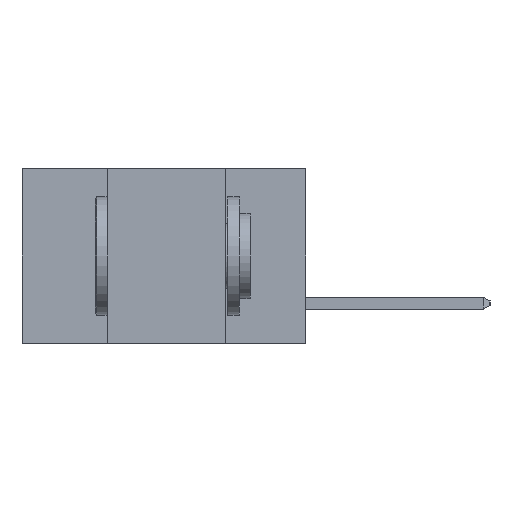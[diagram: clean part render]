
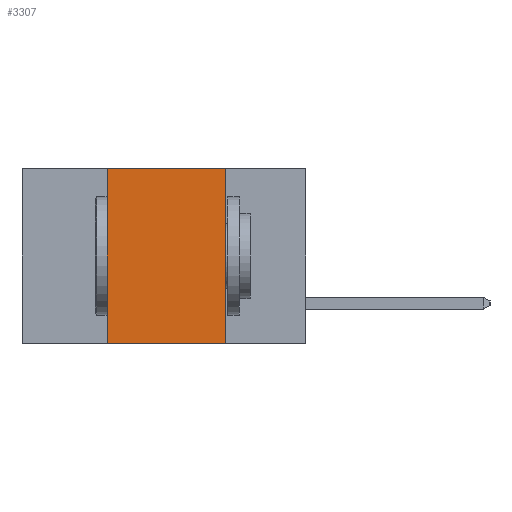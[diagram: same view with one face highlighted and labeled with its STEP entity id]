
A CAD part, left-side view. The second image highlights one B-rep face of the part: STEP entity #3307.
In plain terms, the highlighted planar face has unit normal (-1, 0, 0).
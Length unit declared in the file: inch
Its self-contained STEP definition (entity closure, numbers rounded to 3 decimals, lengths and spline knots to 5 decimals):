
#273 = EDGE_LOOP ( 'NONE', ( #9058, #5318, #13819, #18035 ) ) ;
#338 = LINE ( 'NONE', #1664, #12031 ) ;
#1050 = CARTESIAN_POINT ( 'NONE',  ( 0., 0.17, -0.37 ) ) ;
#1101 = CARTESIAN_POINT ( 'NONE',  ( 0., 0.42, -0.37 ) ) ;
#1664 = CARTESIAN_POINT ( 'NONE',  ( 0., 0.6, 0. ) ) ;
#2070 = LINE ( 'NONE', #12953, #9106 ) ;
#2517 = LINE ( 'NONE', #6314, #14033 ) ;
#3307 = ADVANCED_FACE ( 'NONE', ( #14106 ), #8597, .F. ) ;
#3381 = DIRECTION ( 'NONE',  ( 0., -1., 0. ) ) ;
#4074 = DIRECTION ( 'NONE',  ( 0., 0., 1. ) ) ;
#5318 = ORIENTED_EDGE ( 'NONE', *, *, #18315, .F. ) ;
#6142 = DIRECTION ( 'NONE',  ( 0., -1., 0. ) ) ;
#6314 = CARTESIAN_POINT ( 'NONE',  ( 0., 0.6, -0.37 ) ) ;
#8083 = VECTOR ( 'NONE', #4074, 39.37008 ) ;
#8326 = DIRECTION ( 'NONE',  ( 0., 0., -1. ) ) ;
#8375 = DIRECTION ( 'NONE',  ( 1., 0., 0. ) ) ;
#8437 = CARTESIAN_POINT ( 'NONE',  ( 0., 0.6, 0. ) ) ;
#8597 = PLANE ( 'NONE',  #8990 ) ;
#8990 = AXIS2_PLACEMENT_3D ( 'NONE', #8437, #8375, #8326 ) ;
#9058 = ORIENTED_EDGE ( 'NONE', *, *, #19213, .F. ) ;
#9106 = VECTOR ( 'NONE', #18600, 39.37008 ) ;
#12031 = VECTOR ( 'NONE', #6142, 39.37008 ) ;
#12953 = CARTESIAN_POINT ( 'NONE',  ( 0., 0.17, -0.37 ) ) ;
#13135 = CARTESIAN_POINT ( 'NONE',  ( 0., 0.42, -0.37 ) ) ;
#13396 = CARTESIAN_POINT ( 'NONE',  ( 0., 0.42, 0. ) ) ;
#13666 = VERTEX_POINT ( 'NONE', #1101 ) ;
#13819 = ORIENTED_EDGE ( 'NONE', *, *, #15504, .F. ) ;
#14033 = VECTOR ( 'NONE', #3381, 39.37008 ) ;
#14106 = FACE_OUTER_BOUND ( 'NONE', #273, .T. ) ;
#14541 = EDGE_CURVE ( 'NONE', #13666, #17558, #2517, .T. ) ;
#14990 = VERTEX_POINT ( 'NONE', #13396 ) ;
#15145 = LINE ( 'NONE', #13135, #8083 ) ;
#15504 = EDGE_CURVE ( 'NONE', #13666, #14990, #15145, .T. ) ;
#16353 = VERTEX_POINT ( 'NONE', #16433 ) ;
#16433 = CARTESIAN_POINT ( 'NONE',  ( 0., 0.17, 0. ) ) ;
#17558 = VERTEX_POINT ( 'NONE', #1050 ) ;
#18035 = ORIENTED_EDGE ( 'NONE', *, *, #14541, .T. ) ;
#18315 = EDGE_CURVE ( 'NONE', #14990, #16353, #338, .T. ) ;
#18600 = DIRECTION ( 'NONE',  ( 0., 0., -1. ) ) ;
#19213 = EDGE_CURVE ( 'NONE', #16353, #17558, #2070, .T. ) ;
